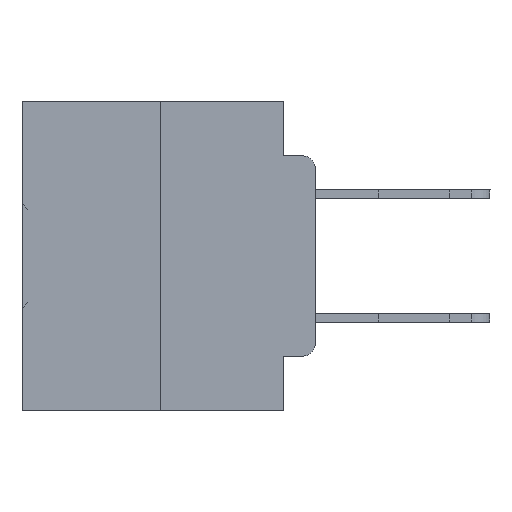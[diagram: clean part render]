
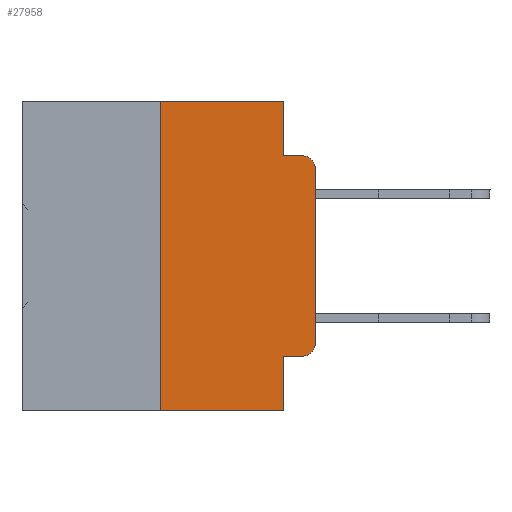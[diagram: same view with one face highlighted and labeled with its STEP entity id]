
A CAD part, left-side view. The second image highlights one B-rep face of the part: STEP entity #27958.
In plain terms, the highlighted planar face has unit normal (-1, 0, 0).
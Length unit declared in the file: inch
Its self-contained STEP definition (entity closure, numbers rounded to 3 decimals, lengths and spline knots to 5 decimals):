
#652 = VECTOR ( 'NONE', #9301, 39.37008 ) ;
#842 = LINE ( 'NONE', #22924, #27340 ) ;
#1034 = VERTEX_POINT ( 'NONE', #8347 ) ;
#1383 = CARTESIAN_POINT ( 'NONE',  ( 0., 0.02, -0.0885 ) ) ;
#2036 = VERTEX_POINT ( 'NONE', #32972 ) ;
#2779 = EDGE_CURVE ( 'NONE', #1034, #23065, #3018, .T. ) ;
#3018 = LINE ( 'NONE', #6442, #32886 ) ;
#3090 = ORIENTED_EDGE ( 'NONE', *, *, #11230, .T. ) ;
#4109 = ORIENTED_EDGE ( 'NONE', *, *, #30714, .T. ) ;
#4190 = ORIENTED_EDGE ( 'NONE', *, *, #23852, .T. ) ;
#4819 = EDGE_CURVE ( 'NONE', #26231, #2036, #30692, .T. ) ;
#5142 = CARTESIAN_POINT ( 'NONE',  ( 0., 0.473, 0. ) ) ;
#5424 = ORIENTED_EDGE ( 'NONE', *, *, #29487, .F. ) ;
#5658 = EDGE_CURVE ( 'NONE', #35731, #31761, #23282, .T. ) ;
#6442 = CARTESIAN_POINT ( 'NONE',  ( 0., 0.051, 0. ) ) ;
#6588 = CARTESIAN_POINT ( 'NONE',  ( 0., 0.25, 0. ) ) ;
#7213 = CARTESIAN_POINT ( 'NONE',  ( 0., 0.25, 0. ) ) ;
#7291 = DIRECTION ( 'NONE',  ( -1., 0., 0. ) ) ;
#7693 = DIRECTION ( 'NONE',  ( 1., 0., 0. ) ) ;
#8347 = CARTESIAN_POINT ( 'NONE',  ( 0., 0.051, -0.4115 ) ) ;
#9301 = DIRECTION ( 'NONE',  ( 0., 0., -1. ) ) ;
#9537 = DIRECTION ( 'NONE',  ( 0., -1., 0. ) ) ;
#9833 = CARTESIAN_POINT ( 'NONE',  ( 0., 0.02, -0.1085 ) ) ;
#10718 = VECTOR ( 'NONE', #30166, 39.37008 ) ;
#10754 = PLANE ( 'NONE',  #34806 ) ;
#11230 = EDGE_CURVE ( 'NONE', #26268, #35731, #22580, .T. ) ;
#11865 = DIRECTION ( 'NONE',  ( 0., 0., 1. ) ) ;
#13499 = CARTESIAN_POINT ( 'NONE',  ( 0., 0.02, -0.3915 ) ) ;
#13719 = EDGE_LOOP ( 'NONE', ( #27768, #4190, #18577, #35077, #17622, #5424, #31892, #30638, #4109, #3090 ) ) ;
#14208 = LINE ( 'NONE', #14753, #652 ) ;
#14363 = CARTESIAN_POINT ( 'NONE',  ( 0., 0.25, -0.5 ) ) ;
#14717 = CARTESIAN_POINT ( 'NONE',  ( 0., 0.051, -0.0885 ) ) ;
#14753 = CARTESIAN_POINT ( 'NONE',  ( 0., 0.051, 0. ) ) ;
#14758 = DIRECTION ( 'NONE',  ( 0., 0., 1. ) ) ;
#15650 = DIRECTION ( 'NONE',  ( 0., 0., -1. ) ) ;
#16057 = CARTESIAN_POINT ( 'NONE',  ( 0., 0.051, -0.0885 ) ) ;
#16227 = DIRECTION ( 'NONE',  ( 0., 0., -1. ) ) ;
#17179 = CIRCLE ( 'NONE', #25871, 0.02 ) ;
#17474 = EDGE_CURVE ( 'NONE', #34808, #23065, #34388, .T. ) ;
#17622 = ORIENTED_EDGE ( 'NONE', *, *, #4819, .F. ) ;
#18245 = CARTESIAN_POINT ( 'NONE',  ( 0., 0.051, -0.5 ) ) ;
#18576 = DIRECTION ( 'NONE',  ( -1., 0., 0. ) ) ;
#18577 = ORIENTED_EDGE ( 'NONE', *, *, #19876, .F. ) ;
#18934 = FACE_OUTER_BOUND ( 'NONE', #13719, .T. ) ;
#19308 = LINE ( 'NONE', #16057, #26303 ) ;
#19876 = EDGE_CURVE ( 'NONE', #22065, #34944, #19308, .T. ) ;
#20189 = LINE ( 'NONE', #6588, #24462 ) ;
#20743 = CARTESIAN_POINT ( 'NONE',  ( 0., 0., 0. ) ) ;
#22002 = CARTESIAN_POINT ( 'NONE',  ( 0., 0.473, 0. ) ) ;
#22010 = AXIS2_PLACEMENT_3D ( 'NONE', #13499, #18576, #16227 ) ;
#22065 = VERTEX_POINT ( 'NONE', #14717 ) ;
#22580 = CIRCLE ( 'NONE', #22010, 0.02 ) ;
#22924 = CARTESIAN_POINT ( 'NONE',  ( 0., 0.051, -0.4115 ) ) ;
#23065 = VERTEX_POINT ( 'NONE', #18245 ) ;
#23282 = LINE ( 'NONE', #20743, #30881 ) ;
#23852 = EDGE_CURVE ( 'NONE', #31761, #34944, #17179, .T. ) ;
#24462 = VECTOR ( 'NONE', #14758, 39.37008 ) ;
#25234 = CARTESIAN_POINT ( 'NONE',  ( 0., 0., -0.1085 ) ) ;
#25871 = AXIS2_PLACEMENT_3D ( 'NONE', #9833, #7291, #15650 ) ;
#26231 = VERTEX_POINT ( 'NONE', #7213 ) ;
#26268 = VERTEX_POINT ( 'NONE', #26783 ) ;
#26303 = VECTOR ( 'NONE', #32735, 39.37008 ) ;
#26783 = CARTESIAN_POINT ( 'NONE',  ( 0., 0.02, -0.4115 ) ) ;
#27092 = DIRECTION ( 'NONE',  ( 0., 0., -1. ) ) ;
#27340 = VECTOR ( 'NONE', #33998, 39.37008 ) ;
#27664 = DIRECTION ( 'NONE',  ( 0., 0., -1. ) ) ;
#27768 = ORIENTED_EDGE ( 'NONE', *, *, #5658, .T. ) ;
#27958 = ADVANCED_FACE ( 'NONE', ( #18934 ), #10754, .F. ) ;
#28157 = EDGE_CURVE ( 'NONE', #2036, #22065, #14208, .T. ) ;
#28669 = CARTESIAN_POINT ( 'NONE',  ( 0., 0., -0.3915 ) ) ;
#29487 = EDGE_CURVE ( 'NONE', #34808, #26231, #20189, .T. ) ;
#30166 = DIRECTION ( 'NONE',  ( 0., -1., 0. ) ) ;
#30638 = ORIENTED_EDGE ( 'NONE', *, *, #2779, .F. ) ;
#30692 = LINE ( 'NONE', #5142, #10718 ) ;
#30714 = EDGE_CURVE ( 'NONE', #1034, #26268, #842, .T. ) ;
#30881 = VECTOR ( 'NONE', #11865, 39.37008 ) ;
#31761 = VERTEX_POINT ( 'NONE', #25234 ) ;
#31892 = ORIENTED_EDGE ( 'NONE', *, *, #17474, .T. ) ;
#32735 = DIRECTION ( 'NONE',  ( 0., -1., 0. ) ) ;
#32886 = VECTOR ( 'NONE', #27664, 39.37008 ) ;
#32972 = CARTESIAN_POINT ( 'NONE',  ( 0., 0.051, 0. ) ) ;
#33998 = DIRECTION ( 'NONE',  ( 0., -1., 0. ) ) ;
#34021 = CARTESIAN_POINT ( 'NONE',  ( 0., 0.473, -0.5 ) ) ;
#34327 = VECTOR ( 'NONE', #9537, 39.37008 ) ;
#34388 = LINE ( 'NONE', #34021, #34327 ) ;
#34806 = AXIS2_PLACEMENT_3D ( 'NONE', #22002, #7693, #27092 ) ;
#34808 = VERTEX_POINT ( 'NONE', #14363 ) ;
#34944 = VERTEX_POINT ( 'NONE', #1383 ) ;
#35077 = ORIENTED_EDGE ( 'NONE', *, *, #28157, .F. ) ;
#35731 = VERTEX_POINT ( 'NONE', #28669 ) ;
